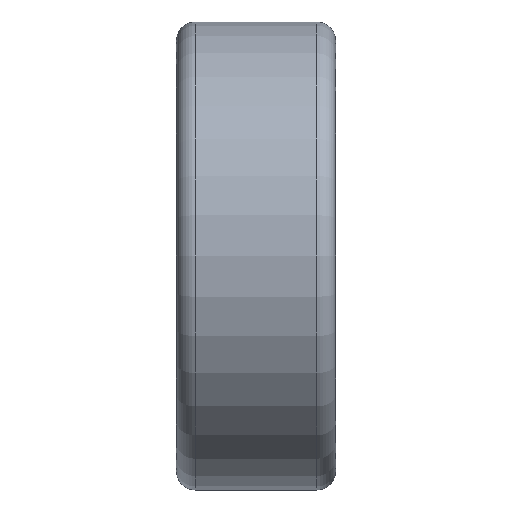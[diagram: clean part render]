
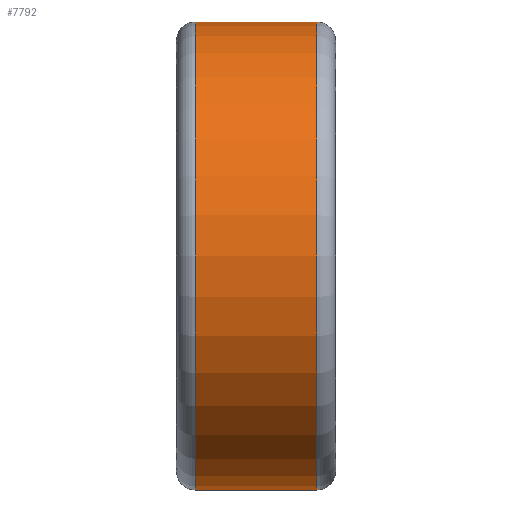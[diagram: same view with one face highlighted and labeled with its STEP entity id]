
A CAD part, front view. The second image highlights one B-rep face of the part: STEP entity #7792.
In plain terms, the highlighted cylindrical face has radius 50 mm (diameter 100 mm), a partial arc.
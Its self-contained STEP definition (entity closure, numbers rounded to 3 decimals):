
#102 = DIRECTION ( 'NONE',  ( 0., 0., 1. ) ) ;
#162 = AXIS2_PLACEMENT_3D ( 'NONE', #4863, #10201, #9095 ) ;
#736 = VECTOR ( 'NONE', #6253, 1000. ) ;
#1107 = LINE ( 'NONE', #13670, #736 ) ;
#1266 = CIRCLE ( 'NONE', #2148, 50. ) ;
#1421 = EDGE_CURVE ( 'NONE', #13339, #5275, #1107, .T. ) ;
#1804 = ORIENTED_EDGE ( 'NONE', *, *, #13176, .T. ) ;
#1937 = CARTESIAN_POINT ( 'NONE',  ( 13.005, 0., 50. ) ) ;
#2075 = CARTESIAN_POINT ( 'NONE',  ( -19., 0., 50. ) ) ;
#2148 = AXIS2_PLACEMENT_3D ( 'NONE', #10665, #12868, #102 ) ;
#2575 = CARTESIAN_POINT ( 'NONE',  ( -12.995, 0., -50. ) ) ;
#2606 = CARTESIAN_POINT ( 'NONE',  ( -12.995, 0., 50. ) ) ;
#4233 = DIRECTION ( 'NONE',  ( -1., 0., 0. ) ) ;
#4571 = VECTOR ( 'NONE', #4233, 1000. ) ;
#4863 = CARTESIAN_POINT ( 'NONE',  ( -19., 0., 0. ) ) ;
#5275 = VERTEX_POINT ( 'NONE', #2575 ) ;
#5980 = CYLINDRICAL_SURFACE ( 'NONE', #162, 50. ) ;
#6253 = DIRECTION ( 'NONE',  ( -1., 0., 0. ) ) ;
#7238 = EDGE_LOOP ( 'NONE', ( #12031, #1804, #11897, #11457 ) ) ;
#7268 = EDGE_CURVE ( 'NONE', #5275, #13389, #1266, .T. ) ;
#7285 = CARTESIAN_POINT ( 'NONE',  ( 13.005, 0., -50. ) ) ;
#7307 = AXIS2_PLACEMENT_3D ( 'NONE', #8475, #11661, #7438 ) ;
#7438 = DIRECTION ( 'NONE',  ( 0., 0., 1. ) ) ;
#7792 = ADVANCED_FACE ( 'NONE', ( #12142 ), #5980, .T. ) ;
#7857 = VERTEX_POINT ( 'NONE', #1937 ) ;
#8475 = CARTESIAN_POINT ( 'NONE',  ( 13.005, 0., 0. ) ) ;
#9095 = DIRECTION ( 'NONE',  ( 0., 0., 1. ) ) ;
#10201 = DIRECTION ( 'NONE',  ( -1., 0., 0. ) ) ;
#10665 = CARTESIAN_POINT ( 'NONE',  ( -12.995, 0., 0. ) ) ;
#11215 = EDGE_CURVE ( 'NONE', #7857, #13389, #11586, .T. ) ;
#11457 = ORIENTED_EDGE ( 'NONE', *, *, #7268, .F. ) ;
#11586 = LINE ( 'NONE', #2075, #4571 ) ;
#11661 = DIRECTION ( 'NONE',  ( -1., 0., 0. ) ) ;
#11736 = CIRCLE ( 'NONE', #7307, 50. ) ;
#11897 = ORIENTED_EDGE ( 'NONE', *, *, #11215, .T. ) ;
#12031 = ORIENTED_EDGE ( 'NONE', *, *, #1421, .F. ) ;
#12142 = FACE_OUTER_BOUND ( 'NONE', #7238, .T. ) ;
#12868 = DIRECTION ( 'NONE',  ( -1., 0., 0. ) ) ;
#13176 = EDGE_CURVE ( 'NONE', #13339, #7857, #11736, .T. ) ;
#13339 = VERTEX_POINT ( 'NONE', #7285 ) ;
#13389 = VERTEX_POINT ( 'NONE', #2606 ) ;
#13670 = CARTESIAN_POINT ( 'NONE',  ( -19., 0., -50. ) ) ;
